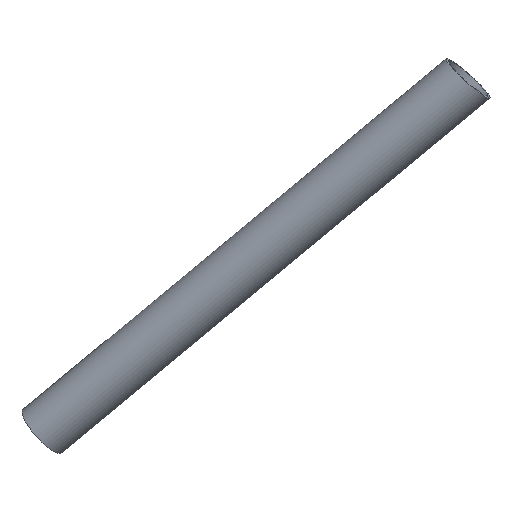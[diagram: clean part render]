
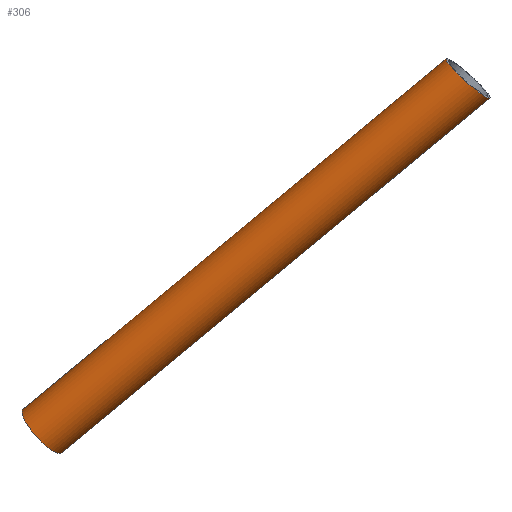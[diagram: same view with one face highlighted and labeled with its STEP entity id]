
A CAD part, front view. The second image highlights one B-rep face of the part: STEP entity #306.
In plain terms, the highlighted cylindrical face has radius 14 mm (diameter 28 mm), a partial arc.
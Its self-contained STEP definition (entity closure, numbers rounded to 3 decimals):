
#186=CARTESIAN_POINT('Control Point',(-2096.084,198.26,269.342)) ;
#187=CARTESIAN_POINT('Control Point',(-2096.44,197.083,269.242)) ;
#188=CARTESIAN_POINT('Control Point',(-2096.881,195.922,269.243)) ;
#189=CARTESIAN_POINT('Control Point',(-2097.402,194.796,269.347)) ;
#190=CARTESIAN_POINT('Control Point',(-2098.584,192.655,269.759)) ;
#191=CARTESIAN_POINT('Control Point',(-2100.009,190.789,270.559)) ;
#192=CARTESIAN_POINT('Control Point',(-2100.772,189.942,271.05)) ;
#193=CARTESIAN_POINT('Control Point',(-2102.369,188.449,272.199)) ;
#194=CARTESIAN_POINT('Control Point',(-2104.069,187.39,273.643)) ;
#195=CARTESIAN_POINT('Control Point',(-2104.928,186.98,274.427)) ;
#196=CARTESIAN_POINT('Control Point',(-2106.639,186.412,276.092)) ;
#197=CARTESIAN_POINT('Control Point',(-2108.291,186.352,277.906)) ;
#198=CARTESIAN_POINT('Control Point',(-2109.087,186.452,278.833)) ;
#199=CARTESIAN_POINT('Control Point',(-2110.594,186.908,280.704)) ;
#200=CARTESIAN_POINT('Control Point',(-2111.893,187.851,282.548)) ;
#201=CARTESIAN_POINT('Control Point',(-2112.479,188.44,283.448)) ;
#202=CARTESIAN_POINT('Control Point',(-2113.507,189.832,285.18)) ;
#203=CARTESIAN_POINT('Control Point',(-2114.217,191.602,286.716)) ;
#204=CARTESIAN_POINT('Control Point',(-2114.486,192.571,287.424)) ;
#205=CARTESIAN_POINT('Control Point',(-2114.843,194.649,288.698)) ;
#206=CARTESIAN_POINT('Control Point',(-2114.831,196.923,289.644)) ;
#207=CARTESIAN_POINT('Control Point',(-2114.731,198.096,290.028)) ;
#208=CARTESIAN_POINT('Control Point',(-2114.497,199.54,290.377)) ;
#209=CARTESIAN_POINT('Control Point',(-2114.134,200.976,290.578)) ;
#210=CARTESIAN_POINT('Control Point',(-2114.065,201.231,290.61)) ;
#211=CARTESIAN_POINT('Control Point',(-2113.992,201.486,290.636)) ;
#212=CARTESIAN_POINT('Control Point',(-2113.916,201.74,290.658)) ;
#213=CARTESIAN_POINT('Vertex',(-2096.084,198.26,269.342)) ;
#215=CARTESIAN_POINT('Vertex',(-2113.916,201.74,290.658)) ;
#256=CARTESIAN_POINT('Axis2P3D Location',(378709.827,-74105.332,316077.661)) ;
#261=CARTESIAN_POINT('Line Origine',(-1993.826,178.308,354.142)) ;
#265=CARTESIAN_POINT('Vertex',(-1891.326,158.308,439.142)) ;
#268=CARTESIAN_POINT('Line Origine',(-1993.826,178.308,354.142)) ;
#272=CARTESIAN_POINT('Vertex',(-1889.769,158.004,440.433)) ;
#276=CARTESIAN_POINT('Control Point',(-1889.769,158.004,440.433)) ;
#277=CARTESIAN_POINT('Control Point',(-1890.215,155.737,440.43)) ;
#278=CARTESIAN_POINT('Control Point',(-1891.01,153.539,440.752)) ;
#279=CARTESIAN_POINT('Control Point',(-1892.127,151.541,441.4)) ;
#280=CARTESIAN_POINT('Control Point',(-1895.029,147.98,443.376)) ;
#281=CARTESIAN_POINT('Control Point',(-1898.669,146.161,446.326)) ;
#282=CARTESIAN_POINT('Control Point',(-1900.676,145.783,448.065)) ;
#283=CARTESIAN_POINT('Control Point',(-1904.469,146.228,451.559)) ;
#284=CARTESIAN_POINT('Control Point',(-1907.57,148.779,454.807)) ;
#285=CARTESIAN_POINT('Control Point',(-1908.813,150.479,456.229)) ;
#286=CARTESIAN_POINT('Control Point',(-1910.235,153.765,458.098)) ;
#287=CARTESIAN_POINT('Control Point',(-1910.654,157.577,459.156)) ;
#288=CARTESIAN_POINT('Control Point',(-1910.662,159.055,459.428)) ;
#289=CARTESIAN_POINT('Control Point',(-1910.518,160.54,459.564)) ;
#290=CARTESIAN_POINT('Control Point',(-1910.231,161.996,459.567)) ;
#291=CARTESIAN_POINT('Vertex',(-1910.231,161.996,459.567)) ;
#294=CARTESIAN_POINT('Line Origine',(-2011.174,181.692,375.858)) ;
#257=DIRECTION('Axis2P3D Direction',(-0.761,0.149,-0.631)) ;
#258=DIRECTION('Axis2P3D XDirection',(0.62,-0.121,-0.776)) ;
#262=DIRECTION('Vector Direction',(-0.761,0.149,-0.631)) ;
#269=DIRECTION('Vector Direction',(-0.761,0.149,-0.631)) ;
#295=DIRECTION('Vector Direction',(-0.761,0.149,-0.631)) ;
#259=AXIS2_PLACEMENT_3D('Cylinder Axis2P3D',#256,#257,#258) ;
#300=ORIENTED_EDGE('',*,*,#267,.F.) ;
#301=ORIENTED_EDGE('',*,*,#274,.T.) ;
#302=ORIENTED_EDGE('',*,*,#293,.T.) ;
#303=ORIENTED_EDGE('',*,*,#298,.T.) ;
#304=ORIENTED_EDGE('',*,*,#217,.F.) ;
#263=VECTOR('Line Direction',#262,1.) ;
#270=VECTOR('Line Direction',#269,1.) ;
#296=VECTOR('Line Direction',#295,1.) ;
#306=ADVANCED_FACE('Corps principal',(#305),#260,.T.) ;
#185=B_SPLINE_CURVE_WITH_KNOTS('',5,(#186,#187,#188,#189,#190,#191,#192,#193,#194,#195,#196,#197,#198,#199,#200,#201,#202,#203,#204,#205,#206,#207,#208,#209,#210,#211,#212),.UNSPECIFIED.,.F.,.U.,(6,3,3,3,3,3,3,3,6),(0.,8.729,17.438,26.089,34.687,43.275,51.902,60.59,62.471),.UNSPECIFIED.) ;
#275=B_SPLINE_CURVE_WITH_KNOTS('',5,(#276,#277,#278,#279,#280,#281,#282,#283,#284,#285,#286,#287,#288,#289,#290),.UNSPECIFIED.,.F.,.U.,(6,3,3,3,6),(0.,16.332,34.641,52.033,62.53),.UNSPECIFIED.) ;
#260=CYLINDRICAL_SURFACE('generated cylinder',#259,14.) ;
#217=EDGE_CURVE('',#214,#216,#185,.T.) ;
#267=EDGE_CURVE('',#266,#214,#264,.T.) ;
#274=EDGE_CURVE('',#266,#273,#271,.F.) ;
#293=EDGE_CURVE('',#273,#292,#275,.T.) ;
#298=EDGE_CURVE('',#292,#216,#297,.T.) ;
#299=EDGE_LOOP('',(#300,#301,#302,#303,#304)) ;
#305=FACE_OUTER_BOUND('',#299,.T.) ;
#264=LINE('Line',#261,#263) ;
#271=LINE('Line',#268,#270) ;
#297=LINE('Line',#294,#296) ;
#214=VERTEX_POINT('',#213) ;
#216=VERTEX_POINT('',#215) ;
#266=VERTEX_POINT('',#265) ;
#273=VERTEX_POINT('',#272) ;
#292=VERTEX_POINT('',#291) ;
